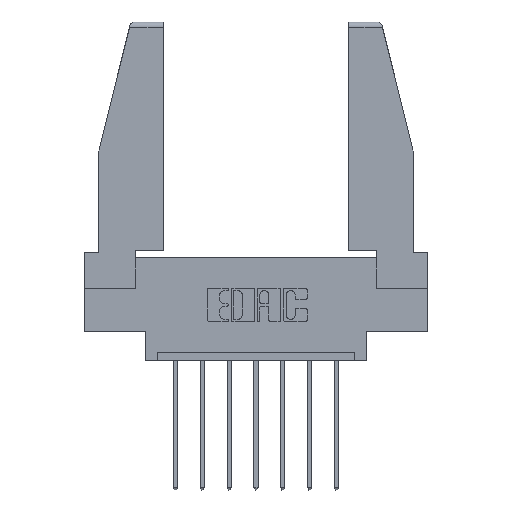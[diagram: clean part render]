
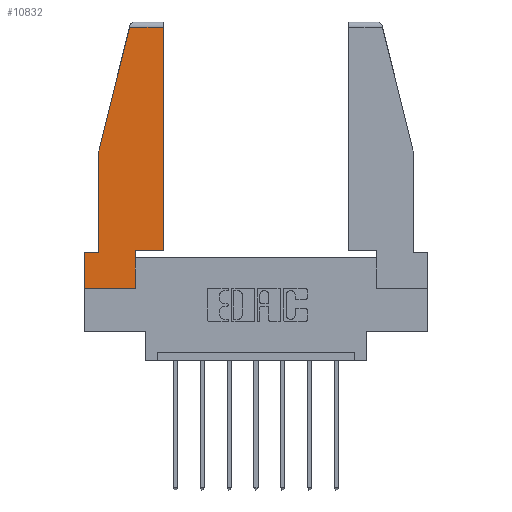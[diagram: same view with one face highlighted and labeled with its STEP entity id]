
A CAD part, top view. The second image highlights one B-rep face of the part: STEP entity #10832.
In plain terms, the highlighted planar face has unit normal (0, 0, 1).
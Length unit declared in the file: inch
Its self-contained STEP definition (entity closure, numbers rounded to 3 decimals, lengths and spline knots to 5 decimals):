
#165 = EDGE_CURVE ( 'NONE', #5165, #1644, #3892, .T. ) ;
#199 = VERTEX_POINT ( 'NONE', #10300 ) ;
#223 = DIRECTION ( 'NONE',  ( -0.239, -0.971, 0. ) ) ;
#262 = VECTOR ( 'NONE', #8000, 39.37008 ) ;
#598 = LINE ( 'NONE', #7466, #6145 ) ;
#634 = DIRECTION ( 'NONE',  ( 0., -1., 0. ) ) ;
#712 = LINE ( 'NONE', #9452, #6111 ) ;
#958 = LINE ( 'NONE', #6364, #12160 ) ;
#1304 = VECTOR ( 'NONE', #5235, 39.37008 ) ;
#1335 = CARTESIAN_POINT ( 'NONE',  ( 0., 0., 0. ) ) ;
#1379 = VECTOR ( 'NONE', #2602, 39.37008 ) ;
#1528 = FACE_OUTER_BOUND ( 'NONE', #6986, .T. ) ;
#1644 = VERTEX_POINT ( 'NONE', #8985 ) ;
#1703 = VERTEX_POINT ( 'NONE', #1335 ) ;
#1708 = CARTESIAN_POINT ( 'NONE',  ( 0., 0.21, 0. ) ) ;
#1756 = CARTESIAN_POINT ( 'NONE',  ( 0.297, 0., 0. ) ) ;
#1823 = VERTEX_POINT ( 'NONE', #3128 ) ;
#1925 = ORIENTED_EDGE ( 'NONE', *, *, #9243, .T. ) ;
#1981 = PLANE ( 'NONE',  #8295 ) ;
#2146 = DIRECTION ( 'NONE',  ( 0., -1., 0. ) ) ;
#2184 = CARTESIAN_POINT ( 'NONE',  ( 0.271, 1.55, 0. ) ) ;
#2432 = DIRECTION ( 'NONE',  ( 0., 1., 0. ) ) ;
#2559 = EDGE_CURVE ( 'NONE', #7510, #1823, #10881, .T. ) ;
#2602 = DIRECTION ( 'NONE',  ( 1., 0., 0. ) ) ;
#2869 = CARTESIAN_POINT ( 'NONE',  ( 0., 0., 0. ) ) ;
#3128 = CARTESIAN_POINT ( 'NONE',  ( 0.086, 0.8, 0. ) ) ;
#3892 = LINE ( 'NONE', #7467, #1379 ) ;
#4373 = EDGE_CURVE ( 'NONE', #1703, #6949, #12322, .T. ) ;
#4546 = VERTEX_POINT ( 'NONE', #4597 ) ;
#4597 = CARTESIAN_POINT ( 'NONE',  ( 0.461, 1.52, 0. ) ) ;
#4877 = VERTEX_POINT ( 'NONE', #5080 ) ;
#5066 = VECTOR ( 'NONE', #223, 39.37008 ) ;
#5080 = CARTESIAN_POINT ( 'NONE',  ( 0.086, 0.21, 0. ) ) ;
#5104 = EDGE_CURVE ( 'NONE', #6949, #5165, #958, .T. ) ;
#5165 = VERTEX_POINT ( 'NONE', #6540 ) ;
#5235 = DIRECTION ( 'NONE',  ( -1., 0., 0. ) ) ;
#5395 = EDGE_CURVE ( 'NONE', #199, #1703, #8308, .T. ) ;
#5801 = DIRECTION ( 'NONE',  ( 1., 0., 0. ) ) ;
#6111 = VECTOR ( 'NONE', #9502, 39.37008 ) ;
#6145 = VECTOR ( 'NONE', #634, 39.37008 ) ;
#6361 = ORIENTED_EDGE ( 'NONE', *, *, #9102, .T. ) ;
#6364 = CARTESIAN_POINT ( 'NONE',  ( 0.297, 0., 0. ) ) ;
#6540 = CARTESIAN_POINT ( 'NONE',  ( 0.297, 0.223, 0. ) ) ;
#6674 = LINE ( 'NONE', #7990, #12306 ) ;
#6821 = ORIENTED_EDGE ( 'NONE', *, *, #2559, .T. ) ;
#6949 = VERTEX_POINT ( 'NONE', #1756 ) ;
#6986 = EDGE_LOOP ( 'NONE', ( #1925, #8030, #6821, #9281, #6361, #11318, #11170, #9521, #9177 ) ) ;
#7347 = EDGE_CURVE ( 'NONE', #1823, #4877, #598, .T. ) ;
#7466 = CARTESIAN_POINT ( 'NONE',  ( 0.086, 0.8, 0. ) ) ;
#7467 = CARTESIAN_POINT ( 'NONE',  ( 0.297, 0.223, 0. ) ) ;
#7510 = VERTEX_POINT ( 'NONE', #9630 ) ;
#7990 = CARTESIAN_POINT ( 'NONE',  ( 0., 1.52, 0. ) ) ;
#8000 = DIRECTION ( 'NONE',  ( 1., 0., 0. ) ) ;
#8030 = ORIENTED_EDGE ( 'NONE', *, *, #10954, .T. ) ;
#8165 = VECTOR ( 'NONE', #2146, 39.37008 ) ;
#8295 = AXIS2_PLACEMENT_3D ( 'NONE', #2869, #11506, #5801 ) ;
#8308 = LINE ( 'NONE', #9739, #8165 ) ;
#8342 = LINE ( 'NONE', #1708, #1304 ) ;
#8985 = CARTESIAN_POINT ( 'NONE',  ( 0.461, 0.223, 0. ) ) ;
#9102 = EDGE_CURVE ( 'NONE', #4877, #199, #8342, .T. ) ;
#9177 = ORIENTED_EDGE ( 'NONE', *, *, #165, .T. ) ;
#9243 = EDGE_CURVE ( 'NONE', #1644, #4546, #712, .T. ) ;
#9281 = ORIENTED_EDGE ( 'NONE', *, *, #7347, .T. ) ;
#9452 = CARTESIAN_POINT ( 'NONE',  ( 0.461, 0.223, 0. ) ) ;
#9502 = DIRECTION ( 'NONE',  ( 0., 1., 0. ) ) ;
#9521 = ORIENTED_EDGE ( 'NONE', *, *, #5104, .T. ) ;
#9630 = CARTESIAN_POINT ( 'NONE',  ( 0.2636, 1.52, 0. ) ) ;
#9739 = CARTESIAN_POINT ( 'NONE',  ( 0., 0.21, 0. ) ) ;
#10300 = CARTESIAN_POINT ( 'NONE',  ( 0., 0.21, 0. ) ) ;
#10832 = ADVANCED_FACE ( 'NONE', ( #1528 ), #1981, .T. ) ;
#10847 = DIRECTION ( 'NONE',  ( -1., 0., 0. ) ) ;
#10881 = LINE ( 'NONE', #2184, #5066 ) ;
#10954 = EDGE_CURVE ( 'NONE', #4546, #7510, #6674, .T. ) ;
#11170 = ORIENTED_EDGE ( 'NONE', *, *, #4373, .T. ) ;
#11318 = ORIENTED_EDGE ( 'NONE', *, *, #5395, .T. ) ;
#11506 = DIRECTION ( 'NONE',  ( 0., 0., 1. ) ) ;
#11812 = CARTESIAN_POINT ( 'NONE',  ( 0., 0., 0. ) ) ;
#12160 = VECTOR ( 'NONE', #2432, 39.37008 ) ;
#12306 = VECTOR ( 'NONE', #10847, 39.37008 ) ;
#12322 = LINE ( 'NONE', #11812, #262 ) ;
